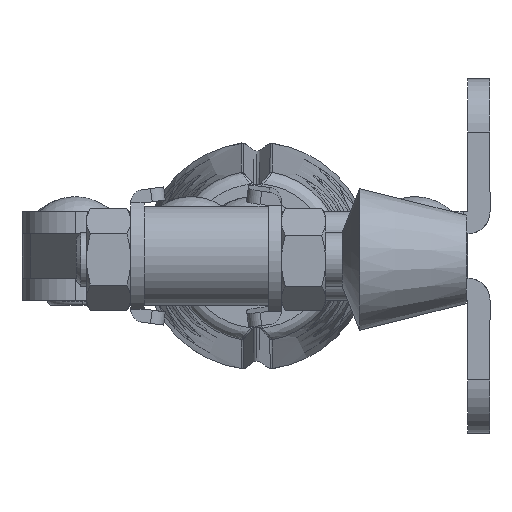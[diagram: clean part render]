
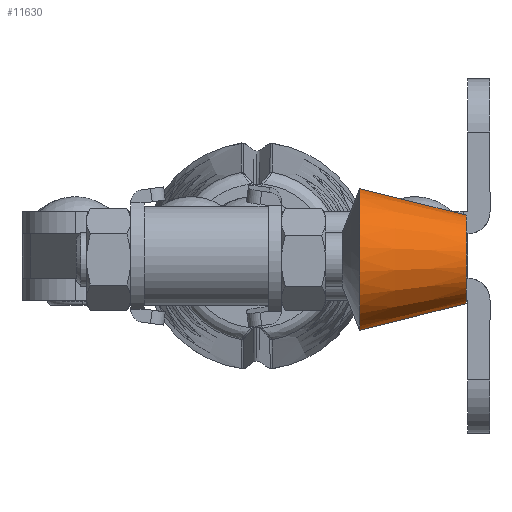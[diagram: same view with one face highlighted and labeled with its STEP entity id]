
A CAD part, left-side view. The second image highlights one B-rep face of the part: STEP entity #11630.
In plain terms, the highlighted conical face has half-angle 14.036 degrees and reference radius 5 mm.
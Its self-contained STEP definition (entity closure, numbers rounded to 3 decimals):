
#1412 = AXIS2_PLACEMENT_3D ( 'NONE', #2773, #4154, #14072 ) ;
#1646 = EDGE_CURVE ( 'NONE', #21148, #8969, #6903, .T. ) ;
#1832 = EDGE_CURVE ( 'NONE', #9207, #6040, #15664, .T. ) ;
#2683 = DIRECTION ( 'NONE',  ( 0., 0., 1. ) ) ;
#2689 = ORIENTED_EDGE ( 'NONE', *, *, #1646, .T. ) ;
#2773 = CARTESIAN_POINT ( 'NONE',  ( 0., 0., 0. ) ) ;
#3084 = CONICAL_SURFACE ( 'NONE', #13852, 5., 0.245 ) ;
#4154 = DIRECTION ( 'NONE',  ( 0., -1., 0. ) ) ;
#5121 = AXIS2_PLACEMENT_3D ( 'NONE', #17538, #14204, #17327 ) ;
#6040 = VERTEX_POINT ( 'NONE', #15245 ) ;
#6903 = LINE ( 'NONE', #15236, #15131 ) ;
#7723 = CARTESIAN_POINT ( 'NONE',  ( 0., 0., 0. ) ) ;
#7873 = CARTESIAN_POINT ( 'NONE',  ( 0., 0., -5. ) ) ;
#8449 = VECTOR ( 'NONE', #16107, 1000. ) ;
#8969 = VERTEX_POINT ( 'NONE', #15500 ) ;
#9207 = VERTEX_POINT ( 'NONE', #7873 ) ;
#10699 = EDGE_CURVE ( 'NONE', #21148, #9207, #11143, .T. ) ;
#11123 = DIRECTION ( 'NONE',  ( 0., 1., 0. ) ) ;
#11143 = CIRCLE ( 'NONE', #1412, 5. ) ;
#11630 = ADVANCED_FACE ( 'NONE', ( #20630 ), #3084, .T. ) ;
#12506 = CIRCLE ( 'NONE', #5121, 8. ) ;
#13369 = EDGE_LOOP ( 'NONE', ( #19172, #16339, #2689, #19360 ) ) ;
#13852 = AXIS2_PLACEMENT_3D ( 'NONE', #7723, #11123, #2683 ) ;
#14072 = DIRECTION ( 'NONE',  ( 0., 0., -1. ) ) ;
#14204 = DIRECTION ( 'NONE',  ( 0., -1., 0. ) ) ;
#14658 = CARTESIAN_POINT ( 'NONE',  ( 0., 0., 5. ) ) ;
#15131 = VECTOR ( 'NONE', #17431, 1000. ) ;
#15236 = CARTESIAN_POINT ( 'NONE',  ( 0., 0., 5. ) ) ;
#15245 = CARTESIAN_POINT ( 'NONE',  ( 0., 12., -8. ) ) ;
#15500 = CARTESIAN_POINT ( 'NONE',  ( 0., 12., 8. ) ) ;
#15664 = LINE ( 'NONE', #19287, #8449 ) ;
#16107 = DIRECTION ( 'NONE',  ( 0., 0.97, -0.243 ) ) ;
#16339 = ORIENTED_EDGE ( 'NONE', *, *, #10699, .F. ) ;
#16884 = EDGE_CURVE ( 'NONE', #8969, #6040, #12506, .T. ) ;
#17327 = DIRECTION ( 'NONE',  ( 0., 0., -1. ) ) ;
#17431 = DIRECTION ( 'NONE',  ( 0., 0.97, 0.243 ) ) ;
#17538 = CARTESIAN_POINT ( 'NONE',  ( 0., 12., 0. ) ) ;
#19172 = ORIENTED_EDGE ( 'NONE', *, *, #1832, .F. ) ;
#19287 = CARTESIAN_POINT ( 'NONE',  ( 0., 0., -5. ) ) ;
#19360 = ORIENTED_EDGE ( 'NONE', *, *, #16884, .T. ) ;
#20630 = FACE_OUTER_BOUND ( 'NONE', #13369, .T. ) ;
#21148 = VERTEX_POINT ( 'NONE', #14658 ) ;
